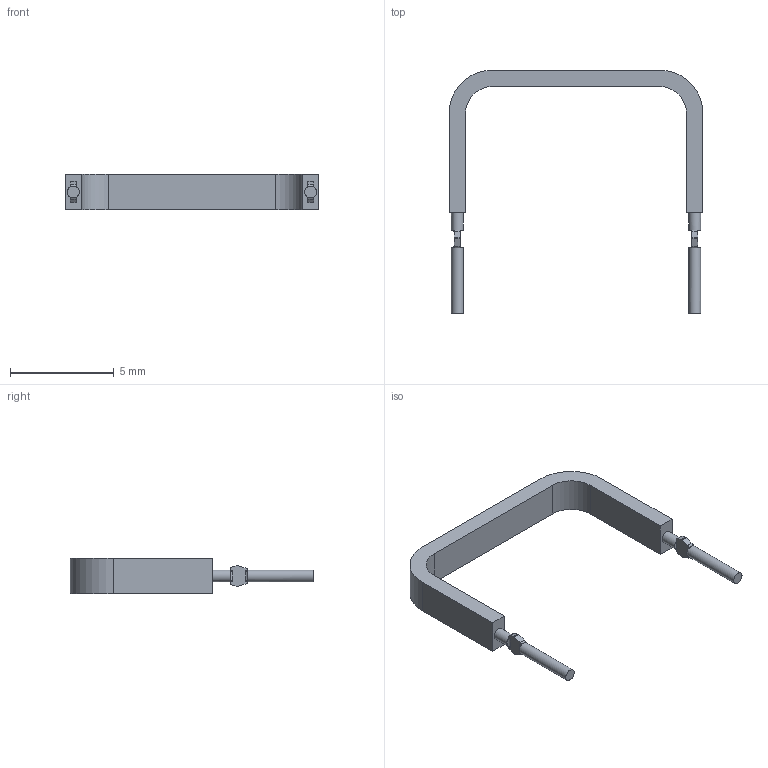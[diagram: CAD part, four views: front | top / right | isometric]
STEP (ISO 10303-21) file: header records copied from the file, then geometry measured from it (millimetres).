
FILE_DESCRIPTION(/* description */ (''),/* implementation_level */ '2;1');
FILE_NAME(/* name */ 'User_Library-OAR5R005FLF_ipt_b36b0c58.STEP',/* time_stamp */ '2024-05-28T14:34:05+01:00',/* author */ ('rlndo'),/* organization */ (''),/* preprocessor_version */ 'ST-DEVELOPER v16.13',/* originating_system */ 'Autodesk Inventor 2018',/* authorisation */ '');
FILE_SCHEMA (('AUTOMOTIVE_DESIGN { 1 0 10303 214 3 1 1 }'));
Length unit declared in the file: millimetre
Products named in the file (1): User_Library-OAR5R005FLF
Bounding box: 12.22 x 11.73 x 1.69 mm (x, y, z)
Volume: 33 mm3; surface area: 135.1 mm2
Topology: 1 solids, 1 shells, 78 faces, 229 edges, 161 vertices
Faces by surface type: plane 54, cylinder 24
Full cylindrical faces by diameter (mm): 0.574 x4
Entity records: 3090 total; most frequent: CARTESIAN_POINT 985, ORIENTED_EDGE 442, DIRECTION 403, EDGE_CURVE 221, VERTEX_POINT 157, AXIS2_PLACEMENT_3D 139, LINE 125, VECTOR 125
